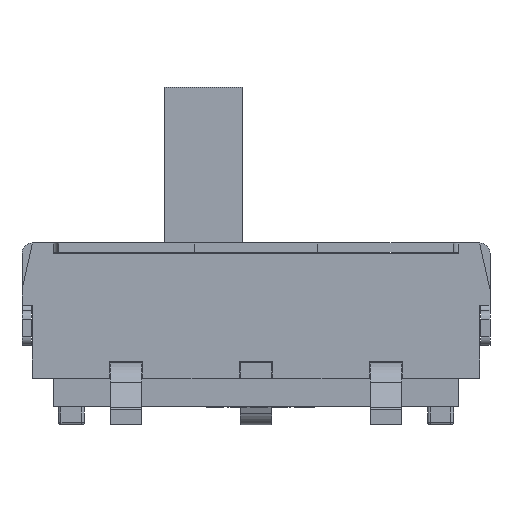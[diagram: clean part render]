
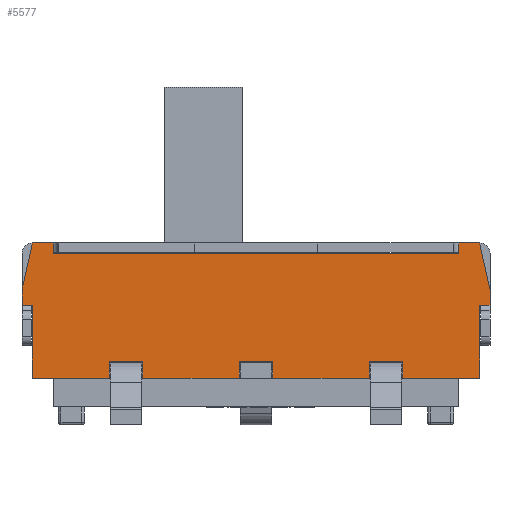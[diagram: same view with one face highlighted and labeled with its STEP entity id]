
A CAD part, front view. The second image highlights one B-rep face of the part: STEP entity #5577.
In plain terms, the highlighted planar face has unit normal (0, -1, 0).
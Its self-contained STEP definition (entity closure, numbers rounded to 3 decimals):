
#721=DIRECTION('',(1.,0.,0.));
#722=VECTOR('',#721,1.475);
#723=CARTESIAN_POINT('',(-4.3,-1.75,0.));
#724=LINE('',#723,#722);
#737=DIRECTION('',(1.,0.,0.));
#738=VECTOR('',#737,1.85);
#739=CARTESIAN_POINT('',(-2.175,-1.75,0.));
#740=LINE('',#739,#738);
#769=DIRECTION('',(1.,0.,0.));
#770=VECTOR('',#769,1.85);
#771=CARTESIAN_POINT('',(0.325,-1.75,0.));
#772=LINE('',#771,#770);
#777=DIRECTION('',(1.,0.,0.));
#778=VECTOR('',#777,1.475);
#779=CARTESIAN_POINT('',(2.825,-1.75,0.));
#780=LINE('',#779,#778);
#821=DIRECTION('',(1.,0.,0.));
#822=VECTOR('',#821,0.65);
#823=CARTESIAN_POINT('',(2.175,-1.75,0.32));
#824=LINE('',#823,#822);
#825=DIRECTION('',(0.,0.,1.));
#826=VECTOR('',#825,0.32);
#827=CARTESIAN_POINT('',(2.175,-1.75,0.));
#828=LINE('',#827,#826);
#829=DIRECTION('',(0.,0.,1.));
#830=VECTOR('',#829,0.32);
#831=CARTESIAN_POINT('',(0.325,-1.75,0.));
#832=LINE('',#831,#830);
#833=DIRECTION('',(1.,0.,0.));
#834=VECTOR('',#833,0.65);
#835=CARTESIAN_POINT('',(-0.325,-1.75,0.32));
#836=LINE('',#835,#834);
#837=DIRECTION('',(0.,0.,1.));
#838=VECTOR('',#837,0.32);
#839=CARTESIAN_POINT('',(-0.325,-1.75,0.));
#840=LINE('',#839,#838);
#841=DIRECTION('',(0.,0.,1.));
#842=VECTOR('',#841,0.32);
#843=CARTESIAN_POINT('',(-2.175,-1.75,0.));
#844=LINE('',#843,#842);
#845=DIRECTION('',(1.,0.,0.));
#846=VECTOR('',#845,0.65);
#847=CARTESIAN_POINT('',(-2.825,-1.75,0.32));
#848=LINE('',#847,#846);
#849=DIRECTION('',(0.,0.,1.));
#850=VECTOR('',#849,0.32);
#851=CARTESIAN_POINT('',(-2.825,-1.75,0.));
#852=LINE('',#851,#850);
#853=DIRECTION('',(0.,0.,1.));
#854=VECTOR('',#853,1.4);
#855=CARTESIAN_POINT('',(-4.3,-1.75,0.));
#856=LINE('',#855,#854);
#857=DIRECTION('',(1.,0.,0.));
#858=VECTOR('',#857,0.2);
#859=CARTESIAN_POINT('',(-4.5,-1.75,1.4));
#860=LINE('',#859,#858);
#861=DIRECTION('',(0.,0.,1.));
#862=VECTOR('',#861,0.3);
#863=CARTESIAN_POINT('',(-4.5,-1.75,1.4));
#864=LINE('',#863,#862);
#865=DIRECTION('',(-0.217,0.,-0.976));
#866=VECTOR('',#865,0.922);
#867=CARTESIAN_POINT('',(-4.3,-1.75,2.6));
#868=LINE('',#867,#866);
#869=DIRECTION('',(0.,0.,-1.));
#870=VECTOR('',#869,0.2);
#871=CARTESIAN_POINT('',(-3.9,-1.75,2.6));
#872=LINE('',#871,#870);
#873=DIRECTION('',(1.,0.,0.));
#874=VECTOR('',#873,7.8);
#875=CARTESIAN_POINT('',(-3.9,-1.75,2.4));
#876=LINE('',#875,#874);
#877=DIRECTION('',(0.,0.,-1.));
#878=VECTOR('',#877,0.2);
#879=CARTESIAN_POINT('',(3.9,-1.75,2.6));
#880=LINE('',#879,#878);
#881=DIRECTION('',(-0.217,0.,0.976));
#882=VECTOR('',#881,0.922);
#883=CARTESIAN_POINT('',(4.5,-1.75,1.7));
#884=LINE('',#883,#882);
#885=DIRECTION('',(-1.,0.,0.));
#886=VECTOR('',#885,0.2);
#887=CARTESIAN_POINT('',(4.5,-1.75,1.4));
#888=LINE('',#887,#886);
#889=DIRECTION('',(0.,0.,1.));
#890=VECTOR('',#889,1.4);
#891=CARTESIAN_POINT('',(4.3,-1.75,0.));
#892=LINE('',#891,#890);
#893=DIRECTION('',(0.,0.,1.));
#894=VECTOR('',#893,0.32);
#895=CARTESIAN_POINT('',(2.825,-1.75,0.));
#896=LINE('',#895,#894);
#1721=DIRECTION('',(0.,0.,1.));
#1722=VECTOR('',#1721,0.3);
#1723=CARTESIAN_POINT('',(4.5,-1.75,1.4));
#1724=LINE('',#1723,#1722);
#1777=DIRECTION('',(1.,0.,0.));
#1778=VECTOR('',#1777,0.4);
#1779=CARTESIAN_POINT('',(-4.3,-1.75,2.6));
#1780=LINE('',#1779,#1778);
#1785=DIRECTION('',(1.,0.,0.));
#1786=VECTOR('',#1785,0.4);
#1787=CARTESIAN_POINT('',(3.9,-1.75,2.6));
#1788=LINE('',#1787,#1786);
#3874=CARTESIAN_POINT('',(-3.9,-1.75,2.6));
#3876=VERTEX_POINT('',#3874);
#3877=CARTESIAN_POINT('',(3.9,-1.75,2.6));
#3879=VERTEX_POINT('',#3877);
#3893=CARTESIAN_POINT('',(-4.3,-1.75,0.));
#3895=VERTEX_POINT('',#3893);
#3901=CARTESIAN_POINT('',(-4.5,-1.75,1.4));
#3903=VERTEX_POINT('',#3901);
#3905=CARTESIAN_POINT('',(-4.3,-1.75,1.4));
#3906=VERTEX_POINT('',#3905);
#3923=CARTESIAN_POINT('',(4.3,-1.75,1.4));
#3925=VERTEX_POINT('',#3923);
#3933=CARTESIAN_POINT('',(4.3,-1.75,0.));
#3935=VERTEX_POINT('',#3933);
#3937=CARTESIAN_POINT('',(4.5,-1.75,1.4));
#3938=VERTEX_POINT('',#3937);
#3949=CARTESIAN_POINT('',(-4.3,-1.75,2.6));
#3950=CARTESIAN_POINT('',(-4.5,-1.75,1.7));
#3951=VERTEX_POINT('',#3949);
#3952=VERTEX_POINT('',#3950);
#3961=CARTESIAN_POINT('',(4.5,-1.75,1.7));
#3962=VERTEX_POINT('',#3961);
#3963=CARTESIAN_POINT('',(4.3,-1.75,2.6));
#3964=VERTEX_POINT('',#3963);
#3973=CARTESIAN_POINT('',(-3.9,-1.75,2.4));
#3974=CARTESIAN_POINT('',(3.9,-1.75,2.4));
#3975=VERTEX_POINT('',#3973);
#3976=VERTEX_POINT('',#3974);
#4133=CARTESIAN_POINT('',(-2.825,-1.75,0.));
#4135=VERTEX_POINT('',#4133);
#4137=CARTESIAN_POINT('',(-2.175,-1.75,0.));
#4139=VERTEX_POINT('',#4137);
#4149=CARTESIAN_POINT('',(-2.825,-1.75,0.32));
#4150=CARTESIAN_POINT('',(-2.175,-1.75,0.32));
#4151=VERTEX_POINT('',#4149);
#4152=VERTEX_POINT('',#4150);
#4165=CARTESIAN_POINT('',(-0.325,-1.75,0.));
#4167=VERTEX_POINT('',#4165);
#4169=CARTESIAN_POINT('',(0.325,-1.75,0.));
#4171=VERTEX_POINT('',#4169);
#4181=CARTESIAN_POINT('',(-0.325,-1.75,0.32));
#4182=CARTESIAN_POINT('',(0.325,-1.75,0.32));
#4183=VERTEX_POINT('',#4181);
#4184=VERTEX_POINT('',#4182);
#4197=CARTESIAN_POINT('',(2.175,-1.75,0.));
#4199=VERTEX_POINT('',#4197);
#4201=CARTESIAN_POINT('',(2.825,-1.75,0.));
#4203=VERTEX_POINT('',#4201);
#4213=CARTESIAN_POINT('',(2.175,-1.75,0.32));
#4214=CARTESIAN_POINT('',(2.825,-1.75,0.32));
#4215=VERTEX_POINT('',#4213);
#4216=VERTEX_POINT('',#4214);
#5523=CARTESIAN_POINT('',(-4.5,-1.75,0.));
#5524=DIRECTION('',(0.,-1.,0.));
#5525=DIRECTION('',(1.,0.,0.));
#5526=AXIS2_PLACEMENT_3D('',#5523,#5524,#5525);
#5527=PLANE('',#5526);
#5529=ORIENTED_EDGE('',*,*,#5528,.F.);
#5531=ORIENTED_EDGE('',*,*,#5530,.F.);
#5532=ORIENTED_EDGE('',*,*,#5437,.F.);
#5534=ORIENTED_EDGE('',*,*,#5533,.T.);
#5536=ORIENTED_EDGE('',*,*,#5535,.F.);
#5538=ORIENTED_EDGE('',*,*,#5537,.F.);
#5539=ORIENTED_EDGE('',*,*,#5392,.F.);
#5541=ORIENTED_EDGE('',*,*,#5540,.T.);
#5543=ORIENTED_EDGE('',*,*,#5542,.F.);
#5544=ORIENTED_EDGE('',*,*,#5508,.F.);
#5545=ORIENTED_EDGE('',*,*,#5370,.F.);
#5547=ORIENTED_EDGE('',*,*,#5546,.T.);
#5549=ORIENTED_EDGE('',*,*,#5548,.F.);
#5551=ORIENTED_EDGE('',*,*,#5550,.T.);
#5553=ORIENTED_EDGE('',*,*,#5552,.F.);
#5555=ORIENTED_EDGE('',*,*,#5554,.T.);
#5557=ORIENTED_EDGE('',*,*,#5556,.T.);
#5559=ORIENTED_EDGE('',*,*,#5558,.T.);
#5561=ORIENTED_EDGE('',*,*,#5560,.F.);
#5563=ORIENTED_EDGE('',*,*,#5562,.T.);
#5565=ORIENTED_EDGE('',*,*,#5564,.F.);
#5567=ORIENTED_EDGE('',*,*,#5566,.F.);
#5569=ORIENTED_EDGE('',*,*,#5568,.T.);
#5571=ORIENTED_EDGE('',*,*,#5570,.F.);
#5572=ORIENTED_EDGE('',*,*,#5456,.F.);
#5574=ORIENTED_EDGE('',*,*,#5573,.T.);
#5575=EDGE_LOOP('',(#5529,#5531,#5532,#5534,#5536,#5538,#5539,#5541,#5543,#5544,
#5545,#5547,#5549,#5551,#5553,#5555,#5557,#5559,#5561,#5563,#5565,#5567,#5569,
#5571,#5572,#5574));
#5576=FACE_OUTER_BOUND('',#5575,.F.);
#5577=ADVANCED_FACE('',(#5576),#5527,.T.);
#5370=EDGE_CURVE('',#3895,#4135,#724,.T.);
#5392=EDGE_CURVE('',#4139,#4167,#740,.T.);
#5437=EDGE_CURVE('',#4171,#4199,#772,.T.);
#5456=EDGE_CURVE('',#4203,#3935,#780,.T.);
#5508=EDGE_CURVE('',#4135,#4151,#852,.T.);
#5528=EDGE_CURVE('',#4215,#4216,#824,.T.);
#5530=EDGE_CURVE('',#4199,#4215,#828,.T.);
#5533=EDGE_CURVE('',#4171,#4184,#832,.T.);
#5535=EDGE_CURVE('',#4183,#4184,#836,.T.);
#5537=EDGE_CURVE('',#4167,#4183,#840,.T.);
#5540=EDGE_CURVE('',#4139,#4152,#844,.T.);
#5542=EDGE_CURVE('',#4151,#4152,#848,.T.);
#5546=EDGE_CURVE('',#3895,#3906,#856,.T.);
#5548=EDGE_CURVE('',#3903,#3906,#860,.T.);
#5550=EDGE_CURVE('',#3903,#3952,#864,.T.);
#5552=EDGE_CURVE('',#3951,#3952,#868,.T.);
#5554=EDGE_CURVE('',#3951,#3876,#1780,.T.);
#5556=EDGE_CURVE('',#3876,#3975,#872,.T.);
#5558=EDGE_CURVE('',#3975,#3976,#876,.T.);
#5560=EDGE_CURVE('',#3879,#3976,#880,.T.);
#5562=EDGE_CURVE('',#3879,#3964,#1788,.T.);
#5564=EDGE_CURVE('',#3962,#3964,#884,.T.);
#5566=EDGE_CURVE('',#3938,#3962,#1724,.T.);
#5568=EDGE_CURVE('',#3938,#3925,#888,.T.);
#5570=EDGE_CURVE('',#3935,#3925,#892,.T.);
#5573=EDGE_CURVE('',#4203,#4216,#896,.T.);
